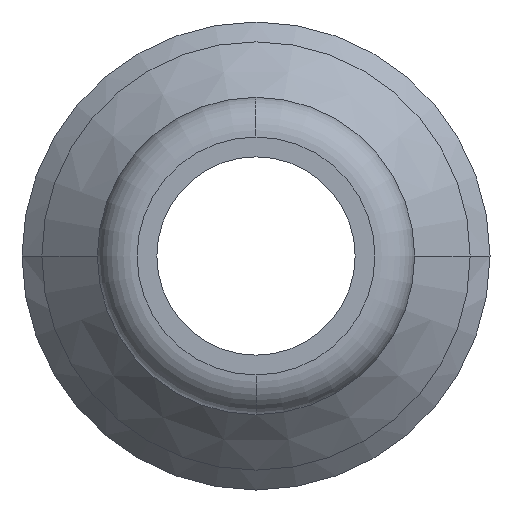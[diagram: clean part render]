
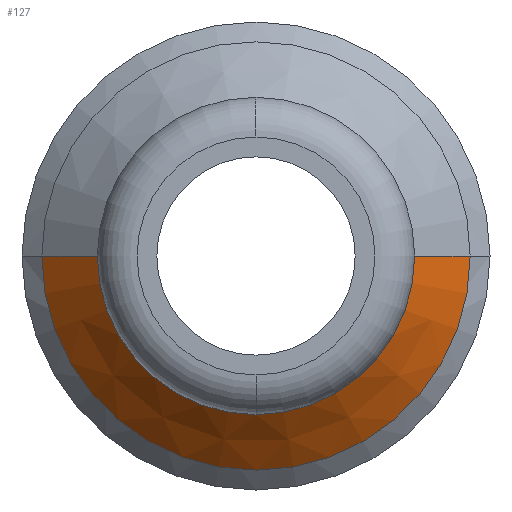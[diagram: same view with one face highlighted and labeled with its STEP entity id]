
A CAD part, front view. The second image highlights one B-rep face of the part: STEP entity #127.
In plain terms, the highlighted conical face has half-angle 45 degrees and reference radius 4.7 mm.
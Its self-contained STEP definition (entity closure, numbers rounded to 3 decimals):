
#127=ADVANCED_FACE('',(#279),#280,.T.);
#279=FACE_OUTER_BOUND('',#454,.T.);
#280=CONICAL_SURFACE('',#455,4.7,0.785);
#454=EDGE_LOOP('',(#747,#748,#749,#750));
#455=AXIS2_PLACEMENT_3D('',#751,#752,#753);
#747=ORIENTED_EDGE('',*,*,#984,.F.);
#748=ORIENTED_EDGE('',*,*,#1017,.T.);
#749=ORIENTED_EDGE('',*,*,#986,.F.);
#750=ORIENTED_EDGE('',*,*,#1074,.F.);
#751=CARTESIAN_POINT('',(0.0,6.1,0.0));
#752=DIRECTION('',(-0.0,1.0,-0.0));
#753=DIRECTION('',(1.0,0.0,0.0));
#984=EDGE_CURVE('',#1154,#1155,#1156,.T.);
#986=EDGE_CURVE('',#1157,#1159,#1160,.T.);
#1017=EDGE_CURVE('',#1154,#1159,#1210,.T.);
#1074=EDGE_CURVE('',#1155,#1157,#1289,.T.);
#1154=VERTEX_POINT('',#1383);
#1155=VERTEX_POINT('',#1384);
#1156=LINE('',#1385,#1386);
#1157=VERTEX_POINT('',#1387);
#1159=VERTEX_POINT('',#1389);
#1160=LINE('',#1390,#1391);
#1210=CIRCLE('',#1453,4.0);
#1289=CIRCLE('',#1544,5.4);
#1383=CARTESIAN_POINT('',(4.0,5.4,0.0));
#1384=CARTESIAN_POINT('',(5.4,6.8,0.0));
#1385=CARTESIAN_POINT('',(4.7,6.1,0.));
#1386=VECTOR('',#1651,1.0);
#1387=CARTESIAN_POINT('',(-5.4,6.8,0.));
#1389=CARTESIAN_POINT('',(-4.0,5.4,0.));
#1390=CARTESIAN_POINT('',(-4.7,6.1,0.));
#1391=VECTOR('',#1655,1.0);
#1453=AXIS2_PLACEMENT_3D('',#1704,#1705,#1706);
#1544=AXIS2_PLACEMENT_3D('',#1800,#1801,#1802);
#1651=DIRECTION('',(0.707,0.707,0.));
#1655=DIRECTION('',(0.707,-0.707,0.));
#1704=CARTESIAN_POINT('',(0.0,5.4,0.0));
#1705=DIRECTION('',(-0.0,1.0,0.0));
#1706=DIRECTION('',(1.0,0.0,0.0));
#1800=CARTESIAN_POINT('',(0.0,6.8,0.0));
#1801=DIRECTION('',(-0.0,1.0,0.0));
#1802=DIRECTION('',(1.0,0.0,0.0));
